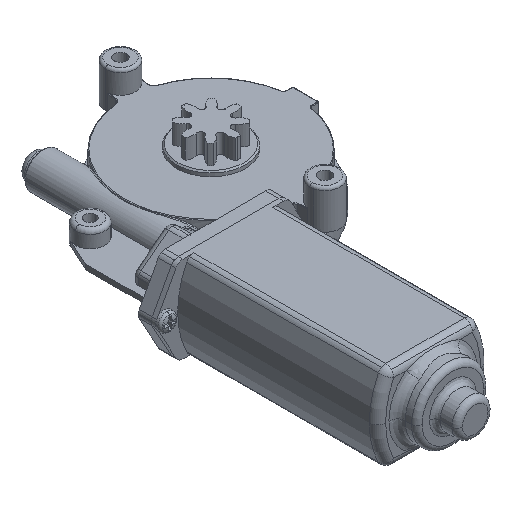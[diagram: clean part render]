
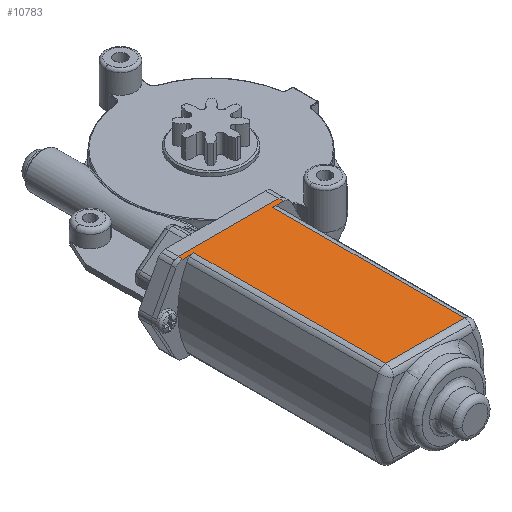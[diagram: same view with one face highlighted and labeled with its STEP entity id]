
A CAD part, isometric view. The second image highlights one B-rep face of the part: STEP entity #10783.
In plain terms, the highlighted face is planar.
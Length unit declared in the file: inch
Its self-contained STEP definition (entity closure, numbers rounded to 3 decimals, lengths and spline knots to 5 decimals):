
#9290=CARTESIAN_POINT('',(0.60137,0.33,0.07));
#9291=VERTEX_POINT('',#9290);
#9299=CARTESIAN_POINT('',(0.60137,0.33,2.995));
#9300=VERTEX_POINT('',#9299);
#9301=CARTESIAN_POINT('',(0.60137,0.33,0.07));
#9302=DIRECTION('',(0.0,0.0,1.0));
#9303=VECTOR('',#9302,2.925);
#9304=LINE('',#9301,#9303);
#9305=EDGE_CURVE('',#9291,#9300,#9304,.T.);
#10433=CARTESIAN_POINT('',(-0.60137,0.33,2.995));
#10434=VERTEX_POINT('',#10433);
#10435=CARTESIAN_POINT('',(0.60137,0.33,2.995));
#10436=DIRECTION('',(-1.0,0.0,0.0));
#10437=VECTOR('',#10436,1.20275);
#10438=LINE('',#10435,#10437);
#10439=EDGE_CURVE('',#9300,#10434,#10438,.T.);
#10691=CARTESIAN_POINT('',(-0.60137,0.33,0.07));
#10692=VERTEX_POINT('',#10691);
#10693=CARTESIAN_POINT('',(-0.60137,0.33,2.995));
#10694=DIRECTION('',(0.0,0.0,-1.0));
#10695=VECTOR('',#10694,2.925);
#10696=LINE('',#10693,#10695);
#10697=EDGE_CURVE('',#10434,#10692,#10696,.T.);
#10735=CARTESIAN_POINT('',(-0.7663,0.33,0.0));
#10736=DIRECTION('',(0.0,1.0,0.0));
#10737=DIRECTION('',(0.0,0.0,1.0));
#10738=AXIS2_PLACEMENT_3D('',#10735,#10736,#10737);
#10739=PLANE('',#10738);
#10740=CARTESIAN_POINT('',(0.7663,0.33,0.07));
#10741=VERTEX_POINT('',#10740);
#10742=CARTESIAN_POINT('',(0.60137,0.33,0.07));
#10743=DIRECTION('',(1.0,0.0,0.0));
#10744=VECTOR('',#10743,0.16493);
#10745=LINE('',#10742,#10744);
#10746=EDGE_CURVE('',#9291,#10741,#10745,.T.);
#10747=ORIENTED_EDGE('',*,*,#10746,.T.);
#10748=CARTESIAN_POINT('',(0.7663,0.33,0.0));
#10749=VERTEX_POINT('',#10748);
#10750=CARTESIAN_POINT('',(0.7663,0.33,0.0));
#10751=DIRECTION('',(0.0,0.0,1.0));
#10752=VECTOR('',#10751,0.07);
#10753=LINE('',#10750,#10752);
#10754=EDGE_CURVE('',#10749,#10741,#10753,.T.);
#10755=ORIENTED_EDGE('',*,*,#10754,.F.);
#10756=CARTESIAN_POINT('',(-0.7663,0.33,0.0));
#10757=VERTEX_POINT('',#10756);
#10758=CARTESIAN_POINT('',(-0.7663,0.33,0.0));
#10759=DIRECTION('',(1.0,0.0,0.0));
#10760=VECTOR('',#10759,1.5326);
#10761=LINE('',#10758,#10760);
#10762=EDGE_CURVE('',#10757,#10749,#10761,.T.);
#10763=ORIENTED_EDGE('',*,*,#10762,.F.);
#10764=CARTESIAN_POINT('',(-0.7663,0.33,0.07));
#10765=VERTEX_POINT('',#10764);
#10766=CARTESIAN_POINT('',(-0.7663,0.33,0.0));
#10767=DIRECTION('',(0.0,0.0,1.0));
#10768=VECTOR('',#10767,0.07);
#10769=LINE('',#10766,#10768);
#10770=EDGE_CURVE('',#10757,#10765,#10769,.T.);
#10771=ORIENTED_EDGE('',*,*,#10770,.T.);
#10772=CARTESIAN_POINT('',(-0.60137,0.33,0.07));
#10773=DIRECTION('',(-1.0,0.0,0.0));
#10774=VECTOR('',#10773,0.16493);
#10775=LINE('',#10772,#10774);
#10776=EDGE_CURVE('',#10692,#10765,#10775,.T.);
#10777=ORIENTED_EDGE('',*,*,#10776,.F.);
#10778=ORIENTED_EDGE('',*,*,#10697,.F.);
#10779=ORIENTED_EDGE('',*,*,#10439,.F.);
#10780=ORIENTED_EDGE('',*,*,#9305,.F.);
#10781=EDGE_LOOP('',(#10747,#10755,#10763,#10771,#10777,#10778,#10779,#10780));
#10782=FACE_OUTER_BOUND('',#10781,.T.);
#10783=ADVANCED_FACE('',(#10782),#10739,.T.);
